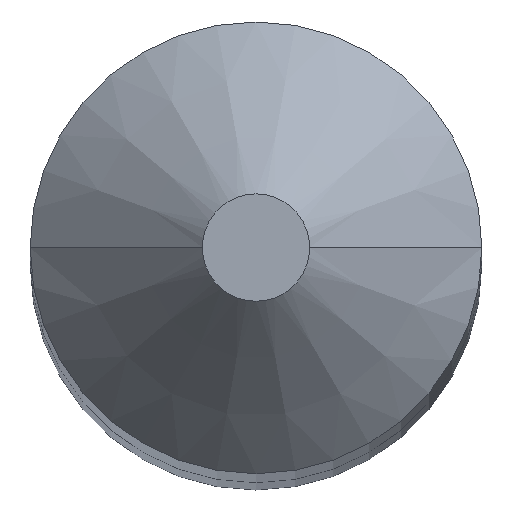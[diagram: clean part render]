
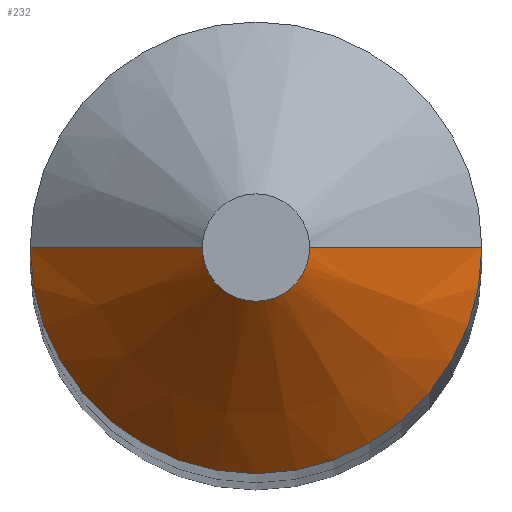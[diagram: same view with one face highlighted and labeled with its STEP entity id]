
A CAD part, top view. The second image highlights one B-rep face of the part: STEP entity #232.
In plain terms, the highlighted conical face has half-angle 45 degrees and reference radius 1.041 mm.
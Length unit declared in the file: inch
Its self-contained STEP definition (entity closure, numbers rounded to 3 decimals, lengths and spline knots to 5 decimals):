
#17 = LINE ( 'NONE', #54, #25 ) ;
#25 = VECTOR ( 'NONE', #351, 39.37008 ) ;
#33 = ORIENTED_EDGE ( 'NONE', *, *, #226, .F. ) ;
#48 = DIRECTION ( 'NONE',  ( -1., 0., 0. ) ) ;
#54 = CARTESIAN_POINT ( 'NONE',  ( 0.041, 0., -0.03125 ) ) ;
#55 = ORIENTED_EDGE ( 'NONE', *, *, #105, .T. ) ;
#72 = EDGE_CURVE ( 'NONE', #214, #304, #279, .T. ) ;
#88 = CARTESIAN_POINT ( 'NONE',  ( 0.041, 0., -0.03125 ) ) ;
#96 = VERTEX_POINT ( 'NONE', #219 ) ;
#105 = EDGE_CURVE ( 'NONE', #304, #236, #160, .T. ) ;
#106 = DIRECTION ( 'NONE',  ( 1., 0., 0. ) ) ;
#120 = CARTESIAN_POINT ( 'NONE',  ( -0.00975, 0., 0. ) ) ;
#125 = ORIENTED_EDGE ( 'NONE', *, *, #72, .T. ) ;
#128 = AXIS2_PLACEMENT_3D ( 'NONE', #336, #135, #377 ) ;
#132 = AXIS2_PLACEMENT_3D ( 'NONE', #340, #338, #106 ) ;
#135 = DIRECTION ( 'NONE',  ( 0., 0., 1. ) ) ;
#144 = CONICAL_SURFACE ( 'NONE', #384, 0.041, 0.785 ) ;
#151 = VECTOR ( 'NONE', #311, 39.37008 ) ;
#160 = CIRCLE ( 'NONE', #132, 0.041 ) ;
#190 = EDGE_CURVE ( 'NONE', #214, #96, #349, .T. ) ;
#214 = VERTEX_POINT ( 'NONE', #120 ) ;
#219 = CARTESIAN_POINT ( 'NONE',  ( 0.00975, 0., 0. ) ) ;
#226 = EDGE_CURVE ( 'NONE', #96, #236, #17, .T. ) ;
#232 = ADVANCED_FACE ( 'NONE', ( #283 ), #144, .T. ) ;
#236 = VERTEX_POINT ( 'NONE', #88 ) ;
#250 = CARTESIAN_POINT ( 'NONE',  ( -0.041, 0., -0.03125 ) ) ;
#259 = CARTESIAN_POINT ( 'NONE',  ( 0., 0., -0.03125 ) ) ;
#279 = LINE ( 'NONE', #250, #151 ) ;
#283 = FACE_OUTER_BOUND ( 'NONE', #332, .T. ) ;
#288 = DIRECTION ( 'NONE',  ( 0., 0., -1. ) ) ;
#304 = VERTEX_POINT ( 'NONE', #313 ) ;
#311 = DIRECTION ( 'NONE',  ( -0.707, 0., -0.707 ) ) ;
#313 = CARTESIAN_POINT ( 'NONE',  ( -0.041, 0., -0.03125 ) ) ;
#327 = ORIENTED_EDGE ( 'NONE', *, *, #190, .F. ) ;
#332 = EDGE_LOOP ( 'NONE', ( #33, #327, #125, #55 ) ) ;
#336 = CARTESIAN_POINT ( 'NONE',  ( 0., 0., 0. ) ) ;
#338 = DIRECTION ( 'NONE',  ( 0., 0., 1. ) ) ;
#340 = CARTESIAN_POINT ( 'NONE',  ( 0., 0., -0.03125 ) ) ;
#349 = CIRCLE ( 'NONE', #128, 0.00975 ) ;
#351 = DIRECTION ( 'NONE',  ( 0.707, 0., -0.707 ) ) ;
#377 = DIRECTION ( 'NONE',  ( 1., 0., 0. ) ) ;
#384 = AXIS2_PLACEMENT_3D ( 'NONE', #259, #288, #48 ) ;
